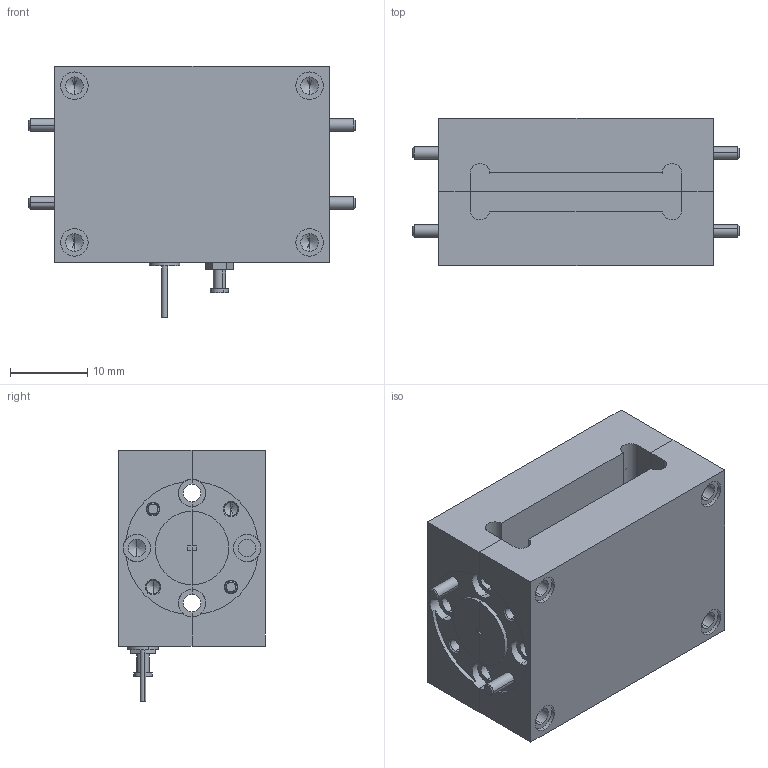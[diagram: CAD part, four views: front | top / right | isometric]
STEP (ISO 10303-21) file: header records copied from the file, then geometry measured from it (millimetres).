
FILE_DESCRIPTION (( 'STEP AP214' ), '1' );
FILE_NAME ('BG-S04-2-A, Defeatured.STEP', '2022-05-24T19:01:57', ( '' ), ( '' ), 'SwSTEP 2.0', 'SolidWorks 2021', '' );
FILE_SCHEMA (( 'AUTOMOTIVE_DESIGN' ));
Length unit declared in the file: inch
Products named in the file (1): BG-S04-2-A, Defeatured
Bounding box: 42.29 x 19.05 x 32.64 mm (x, y, z)
Volume: 14353.6 mm3; surface area: 8868.3 mm2
Topology: 7 solids, 11 shells, 415 faces, 1068 edges, 666 vertices
Faces by surface type: plane 185, cylinder 138, cone 92
Entity records: 17844 total; most frequent: CARTESIAN_POINT 2458, DIRECTION 2120, ORIENTED_EDGE 2048, EDGE_CURVE 1024, AXIS2_PLACEMENT_3D 776, VERTEX_POINT 666, VECTOR 568, LINE 568
